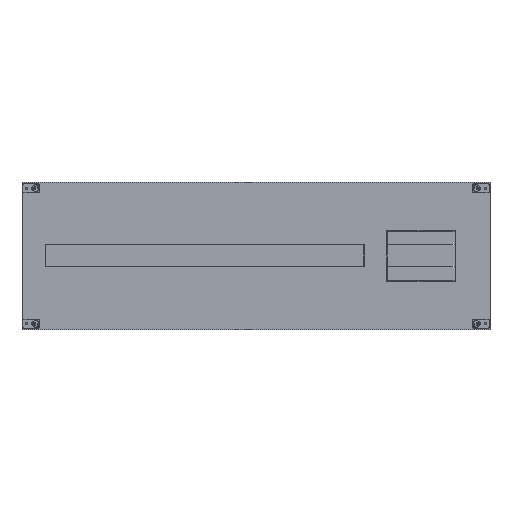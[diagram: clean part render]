
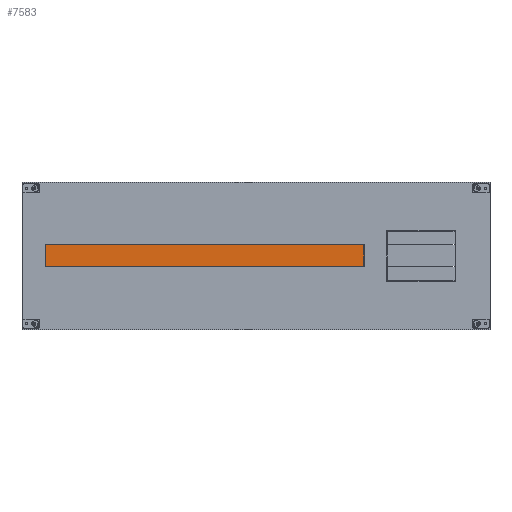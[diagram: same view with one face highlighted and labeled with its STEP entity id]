
A CAD part, top view. The second image highlights one B-rep face of the part: STEP entity #7583.
In plain terms, the highlighted planar face has unit normal (0, 0, 1).
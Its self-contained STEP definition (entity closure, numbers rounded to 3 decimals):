
#7468=DIRECTION('',(0.,-1.,0.));
#7469=VECTOR('',#7468,43.);
#7470=CARTESIAN_POINT('',(131.,45.5,1.));
#7471=LINE('',#7470,#7469);
#7475=DIRECTION('',(-1.,0.,0.));
#7476=VECTOR('',#7475,646.);
#7477=CARTESIAN_POINT('',(777.,45.5,1.));
#7478=LINE('',#7477,#7476);
#7482=DIRECTION('',(0.,1.,0.));
#7483=VECTOR('',#7482,43.);
#7484=CARTESIAN_POINT('',(777.,2.5,1.));
#7485=LINE('',#7484,#7483);
#7489=DIRECTION('',(1.,0.,0.));
#7490=VECTOR('',#7489,646.);
#7491=CARTESIAN_POINT('',(131.,2.5,1.));
#7492=LINE('',#7491,#7490);
#7552=CARTESIAN_POINT('',(131.,45.5,1.));
#7553=CARTESIAN_POINT('',(131.,2.5,1.));
#7554=VERTEX_POINT('',#7552);
#7555=VERTEX_POINT('',#7553);
#7556=CARTESIAN_POINT('',(777.,2.5,1.));
#7557=VERTEX_POINT('',#7556);
#7558=CARTESIAN_POINT('',(777.,45.5,1.));
#7559=VERTEX_POINT('',#7558);
#7568=CARTESIAN_POINT('',(0.,0.,1.));
#7569=DIRECTION('',(0.,0.,1.));
#7570=DIRECTION('',(1.,0.,0.));
#7571=AXIS2_PLACEMENT_3D('',#7568,#7569,#7570);
#7572=PLANE('',#7571);
#7574=ORIENTED_EDGE('',*,*,#7573,.F.);
#7576=ORIENTED_EDGE('',*,*,#7575,.F.);
#7578=ORIENTED_EDGE('',*,*,#7577,.F.);
#7580=ORIENTED_EDGE('',*,*,#7579,.F.);
#7581=EDGE_LOOP('',(#7574,#7576,#7578,#7580));
#7582=FACE_OUTER_BOUND('',#7581,.F.);
#7573=EDGE_CURVE('',#7554,#7555,#7471,.T.);
#7575=EDGE_CURVE('',#7559,#7554,#7478,.T.);
#7577=EDGE_CURVE('',#7557,#7559,#7485,.T.);
#7579=EDGE_CURVE('',#7555,#7557,#7492,.T.);
#7583=ADVANCED_FACE('',(#7582),#7572,.T.);
